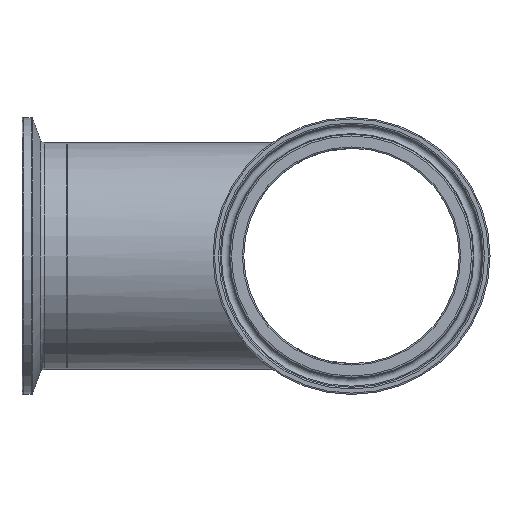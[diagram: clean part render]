
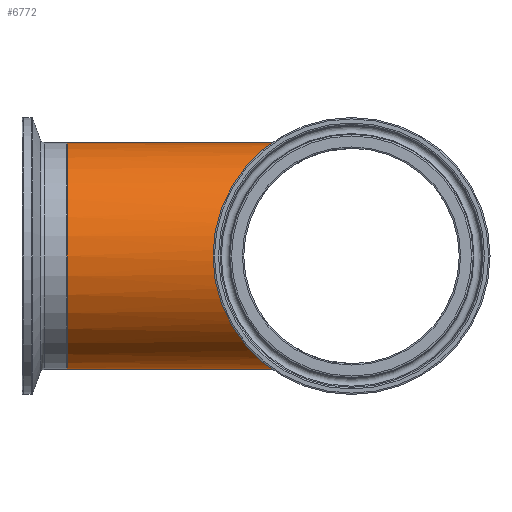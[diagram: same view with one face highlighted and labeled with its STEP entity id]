
A CAD part, left-side view. The second image highlights one B-rep face of the part: STEP entity #6772.
In plain terms, the highlighted cylindrical face has radius 31.75 mm (diameter 63.5 mm), a full revolution.
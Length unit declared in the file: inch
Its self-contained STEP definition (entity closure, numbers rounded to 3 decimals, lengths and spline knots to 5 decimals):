
#75=ELLIPSE('',#7144,1.8125,1.25);
#76=ELLIPSE('',#7145,1.8125,1.25);
#123=FACE_BOUND('',#1259,.T.);
#828=FACE_OUTER_BOUND('',#1258,.T.);
#1258=EDGE_LOOP('',(#6179,#6180));
#1259=EDGE_LOOP('',(#6181));
#2344=CIRCLE('',#7143,1.25);
#3335=VERTEX_POINT('',#14635);
#3336=VERTEX_POINT('',#14636);
#3340=VERTEX_POINT('',#14654);
#4304=EDGE_CURVE('',#3340,#3340,#2344,.T.);
#4305=EDGE_CURVE('',#3336,#3335,#75,.T.);
#4306=EDGE_CURVE('',#3335,#3336,#76,.T.);
#6179=ORIENTED_EDGE('',*,*,#4306,.F.);
#6180=ORIENTED_EDGE('',*,*,#4305,.F.);
#6181=ORIENTED_EDGE('',*,*,#4304,.T.);
#6328=CYLINDRICAL_SURFACE('',#7153,1.25);
#6772=ADVANCED_FACE('',(#828,#123),#6328,.T.);
#7143=AXIS2_PLACEMENT_3D('',#14655,#8314,#8315);
#7144=AXIS2_PLACEMENT_3D('',#14706,#8316,#8317);
#7145=AXIS2_PLACEMENT_3D('',#14757,#8318,#8319);
#7153=AXIS2_PLACEMENT_3D('',#14770,#8334,#8335);
#8314=DIRECTION('center_axis',(0.,-1.,0.));
#8315=DIRECTION('ref_axis',(1.,0.,0.));
#8316=DIRECTION('center_axis',(-0.724,-0.69,0.));
#8317=DIRECTION('ref_axis',(-0.69,0.724,0.));
#8318=DIRECTION('center_axis',(0.724,-0.69,0.));
#8319=DIRECTION('ref_axis',(0.69,0.724,0.));
#8334=DIRECTION('center_axis',(0.,-1.,0.));
#8335=DIRECTION('ref_axis',(1.,0.,0.));
#14635=CARTESIAN_POINT('',(0.,0.,
-1.25));
#14636=CARTESIAN_POINT('',(0.,0.,
1.25));
#14654=CARTESIAN_POINT('',(-1.25,3.125,0.));
#14655=CARTESIAN_POINT('Origin',(0.,3.125,0.));
#14706=CARTESIAN_POINT('Origin',(0.,0.,
0.));
#14757=CARTESIAN_POINT('Origin',(0.,0.,
0.));
#14770=CARTESIAN_POINT('Origin',(0.,3.125,0.));
